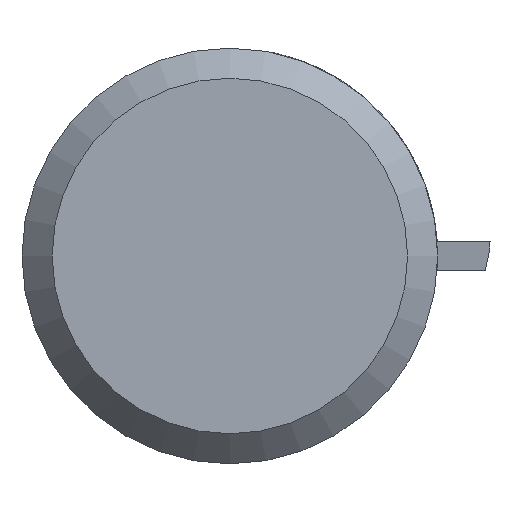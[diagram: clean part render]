
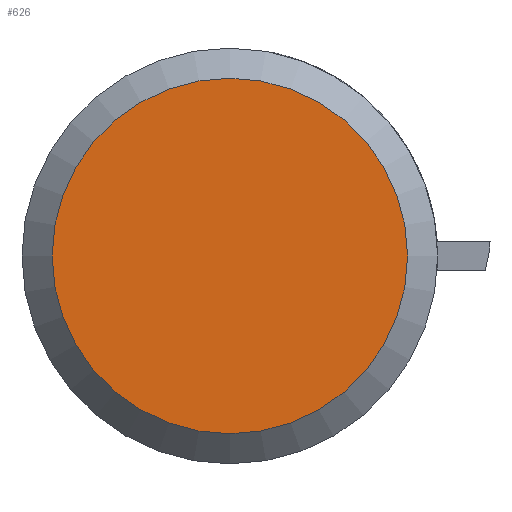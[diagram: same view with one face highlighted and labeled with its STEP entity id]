
A CAD part, left-side view. The second image highlights one B-rep face of the part: STEP entity #626.
In plain terms, the highlighted planar face has unit normal (-1, 0, 0).
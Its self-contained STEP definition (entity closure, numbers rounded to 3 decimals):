
#45=CIRCLE('',#706,5.9);
#102=FACE_OUTER_BOUND('',#138,.T.);
#138=EDGE_LOOP('',(#486));
#279=VERTEX_POINT('',#1116);
#355=EDGE_CURVE('',#279,#279,#45,.T.);
#486=ORIENTED_EDGE('',*,*,#355,.T.);
#562=PLANE('',#705);
#626=ADVANCED_FACE('',(#102),#562,.T.);
#705=AXIS2_PLACEMENT_3D('',#1115,#859,#860);
#706=AXIS2_PLACEMENT_3D('',#1117,#861,#862);
#859=DIRECTION('center_axis',(-1.,0.,0.));
#860=DIRECTION('ref_axis',(0.,0.,1.));
#861=DIRECTION('center_axis',(-1.,0.,0.));
#862=DIRECTION('ref_axis',(0.,0.,1.));
#1115=CARTESIAN_POINT('Origin',(-62.861,-1.07,0.));
#1116=CARTESIAN_POINT('',(-62.861,4.83,0.));
#1117=CARTESIAN_POINT('Origin',(-62.861,-1.07,0.));
